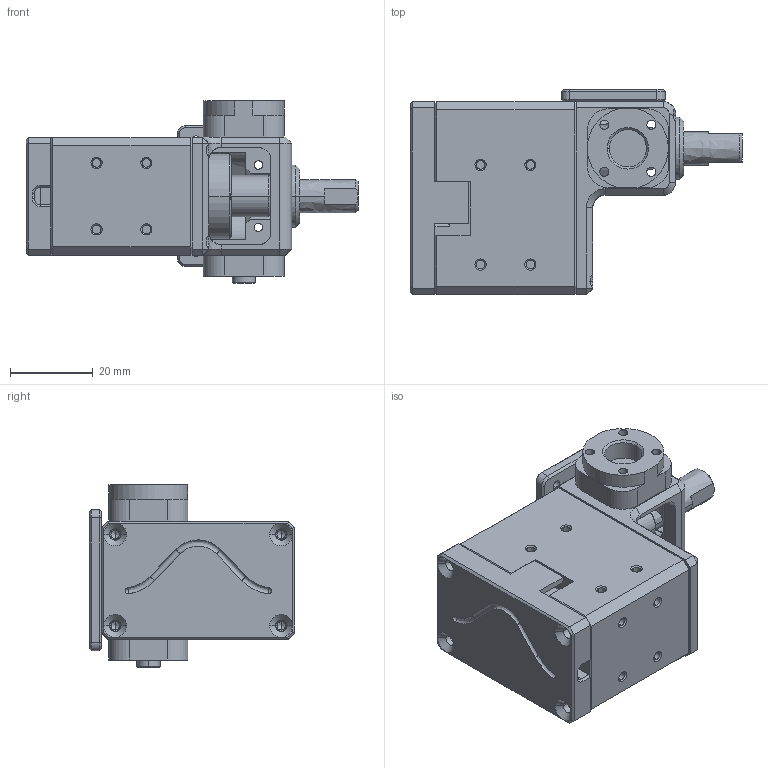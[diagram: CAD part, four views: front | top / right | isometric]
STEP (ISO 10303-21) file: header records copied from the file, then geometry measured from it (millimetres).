
FILE_DESCRIPTION(/* description */ ('STEP AP242','CAx-IF Rec.Pracs.---Representation and Presentation of Product Manufacturing Information (PMI)---4.0---2014-10-13','CAx-IF Rec.Pracs.---3D Tessellated Geometry---0.4---2014-09-14','2;1'),/* implementation_level */ '2;1');
FILE_NAME(/* name */ '67599965fb4fe213ddd2256f',/* time_stamp */ '2024-12-11T13:53:44Z',/* author */ (''),/* organization */ (''),/* preprocessor_version */ 'ST-DEVELOPER v20',/* originating_system */ 'ONSHAPE BY PTC INC, 1.190',/* authorisation */ ' ');
FILE_SCHEMA (('AP242_MANAGED_MODEL_BASED_3D_ENGINEERING_MIM_LF { 1 0 10303 442 1 1 4 }'));
Length unit declared in the file: metre
Products named in the file (14): NED3_PRO_WRIST_ASSEMBLY; 10001865-1_SERVO_MOTOR-ROBOTIS-DYNAMIXEL_XH430-W210-T; 10001789-1_AXIS-6_XP-430_CAP; 10001788-1_AXIS-6_SHAFT; 10001787-3_AXIS-6_MOUNT; 10001866-2_CAMERA_BASE
Assembly tree (13 placements, depth 2):
  NED3_PRO_WRIST_ASSEMBLY
    10001865-1_SERVO_MOTOR-ROBOTIS-DYNAMIXEL_XH430-W210-T
    10001865-1_SERVO_MOTOR-ROBOTIS-DYNAMIXEL_XH430-W210-T
    10001865-1_SERVO_MOTOR-ROBOTIS-DYNAMIXEL_XH430-W210-T
    10001865-1_SERVO_MOTOR-ROBOTIS-DYNAMIXEL_XH430-W210-T
    10001865-1_SERVO_MOTOR-ROBOTIS-DYNAMIXEL_XH430-W210-T
    10001789-1_AXIS-6_XP-430_CAP
    10001788-1_AXIS-6_SHAFT
    10001865-1_SERVO_MOTOR-ROBOTIS-DYNAMIXEL_XH430-W210-T
    10001865-1_SERVO_MOTOR-ROBOTIS-DYNAMIXEL_XH430-W210-T
    10001865-1_SERVO_MOTOR-ROBOTIS-DYNAMIXEL_XH430-W210-T
    10001865-1_SERVO_MOTOR-ROBOTIS-DYNAMIXEL_XH430-W210-T
    10001787-3_AXIS-6_MOUNT
    10001866-2_CAMERA_BASE
Bounding box: 80 x 49.5 x 44 mm (x, y, z)
Volume: 64522.5 mm3; surface area: 28235.9 mm2
Topology: 13 solids, 13 shells, 867 faces, 2262 edges, 1427 vertices
Faces by surface type: bspline 867
Entity records: 30638 total; most frequent: CARTESIAN_POINT 10533, ORIENTED_EDGE 4422, DIRECTION 2816, EDGE_CURVE 2211, VERTEX_POINT 1427, AXIS2_PLACEMENT_3D 1111, CIRCLE 1085, EDGE_LOOP 1014
